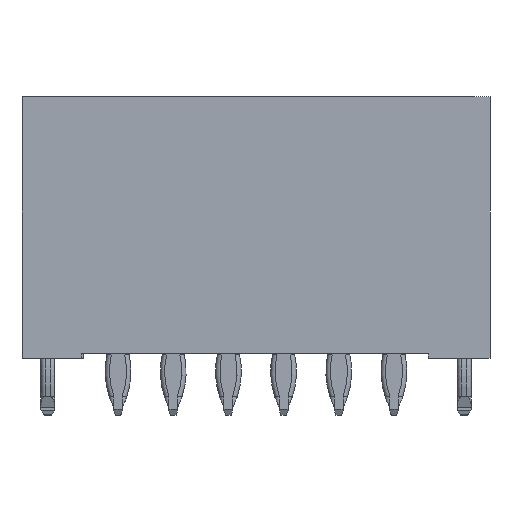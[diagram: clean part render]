
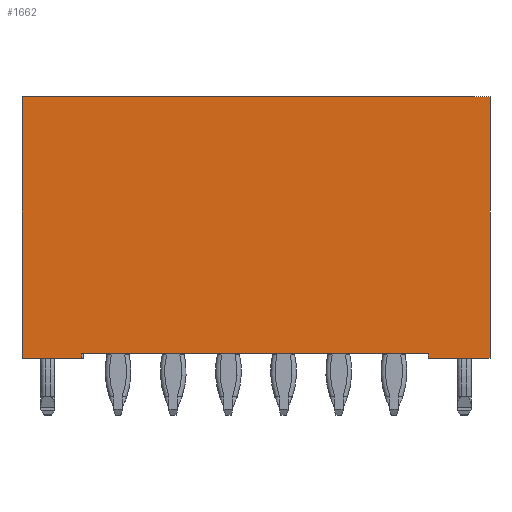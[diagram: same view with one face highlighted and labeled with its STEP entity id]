
A CAD part, left-side view. The second image highlights one B-rep face of the part: STEP entity #1662.
In plain terms, the highlighted planar face has unit normal (-1, 0, 0).
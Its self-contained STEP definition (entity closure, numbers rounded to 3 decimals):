
#1662=ADVANCED_FACE('',(#3225),#2690,.T.);
#2690=PLANE('',#18343);
#3225=FACE_OUTER_BOUND('',#4230,.T.);
#4230=EDGE_LOOP('',(#6116,#6117,#6118,#6119,#6120,#6121,#6122,#6123));
#6116=ORIENTED_EDGE('',*,*,#12990,.T.);
#6117=ORIENTED_EDGE('',*,*,#13002,.T.);
#6118=ORIENTED_EDGE('',*,*,#13003,.F.);
#6119=ORIENTED_EDGE('',*,*,#13004,.F.);
#6120=ORIENTED_EDGE('',*,*,#12997,.T.);
#6121=ORIENTED_EDGE('',*,*,#13005,.T.);
#6122=ORIENTED_EDGE('',*,*,#13006,.T.);
#6123=ORIENTED_EDGE('',*,*,#13007,.F.);
#11299=VERTEX_POINT('',#26809);
#11301=VERTEX_POINT('',#26812);
#11307=VERTEX_POINT('',#26826);
#11308=VERTEX_POINT('',#26827);
#11312=VERTEX_POINT('',#26837);
#11313=VERTEX_POINT('',#26839);
#11314=VERTEX_POINT('',#26842);
#11315=VERTEX_POINT('',#26844);
#12990=EDGE_CURVE('',#11301,#11299,#15430,.T.);
#12997=EDGE_CURVE('',#11307,#11308,#15437,.T.);
#13002=EDGE_CURVE('',#11299,#11312,#15442,.T.);
#13003=EDGE_CURVE('',#11313,#11312,#15443,.T.);
#13004=EDGE_CURVE('',#11307,#11313,#15444,.T.);
#13005=EDGE_CURVE('',#11308,#11314,#15445,.T.);
#13006=EDGE_CURVE('',#11314,#11315,#15446,.T.);
#13007=EDGE_CURVE('',#11301,#11315,#15447,.T.);
#15430=LINE('',#26811,#17064);
#15437=LINE('',#26825,#17071);
#15442=LINE('',#26836,#17076);
#15443=LINE('',#26838,#17077);
#15444=LINE('',#26840,#17078);
#15445=LINE('',#26841,#17079);
#15446=LINE('',#26843,#17080);
#15447=LINE('',#26845,#17081);
#17064=VECTOR('',#20995,1.);
#17071=VECTOR('',#21004,1.);
#17076=VECTOR('',#21011,1.);
#17077=VECTOR('',#21012,1.);
#17078=VECTOR('',#21013,1.);
#17079=VECTOR('',#21014,1.);
#17080=VECTOR('',#21015,1.);
#17081=VECTOR('',#21016,1.);
#18343=AXIS2_PLACEMENT_3D('',#26846,#21017,#21018);
#20995=DIRECTION('',(0.,-1.,0.));
#21004=DIRECTION('',(0.,-1.,0.));
#21011=DIRECTION('',(0.,0.,1.));
#21012=DIRECTION('',(0.,-1.,0.));
#21013=DIRECTION('',(0.,0.,1.));
#21014=DIRECTION('',(0.,0.,1.));
#21015=DIRECTION('',(0.,-1.,0.));
#21016=DIRECTION('',(0.,0.,1.));
#21017=DIRECTION('',(-1.,0.,0.));
#21018=DIRECTION('',(0.,0.,1.));
#26809=CARTESIAN_POINT('',(-10.6,-10.6,-11.84));
#26811=CARTESIAN_POINT('',(-10.6,9.6,-11.84));
#26812=CARTESIAN_POINT('',(-10.6,-7.805,-11.84));
#26825=CARTESIAN_POINT('',(-10.6,10.6,-11.84));
#26826=CARTESIAN_POINT('',(-10.6,10.6,-11.84));
#26827=CARTESIAN_POINT('',(-10.6,7.924,-11.84));
#26836=CARTESIAN_POINT('',(-10.6,-10.6,-11.84));
#26837=CARTESIAN_POINT('',(-10.6,-10.6,0.));
#26838=CARTESIAN_POINT('',(-10.6,10.1,0.));
#26839=CARTESIAN_POINT('',(-10.6,10.6,0.));
#26840=CARTESIAN_POINT('',(-10.6,10.6,-11.84));
#26841=CARTESIAN_POINT('',(-10.6,7.924,-11.84));
#26842=CARTESIAN_POINT('',(-10.6,7.924,-11.64));
#26843=CARTESIAN_POINT('',(-10.6,7.424,-11.64));
#26844=CARTESIAN_POINT('',(-10.6,-7.805,-11.64));
#26845=CARTESIAN_POINT('',(-10.6,-7.805,-11.84));
#26846=CARTESIAN_POINT('',(-10.6,10.1,-11.84));
